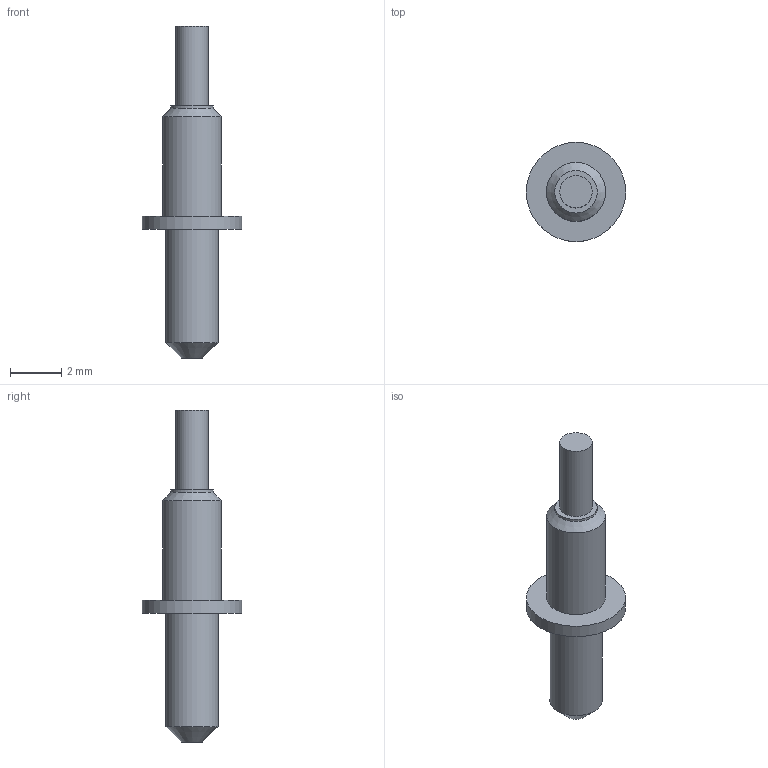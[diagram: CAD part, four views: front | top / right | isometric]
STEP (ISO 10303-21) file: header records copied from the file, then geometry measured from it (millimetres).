
FILE_DESCRIPTION (( 'STEP AP214' ), '1' );
FILE_NAME ('FK-508.STEP', '2024-02-05T23:24:59', ( '' ), ( '' ), 'SwSTEP 2.0', 'SolidWorks 2022', '' );
FILE_SCHEMA (( 'AUTOMOTIVE_DESIGN' ));
Length unit declared in the file: millimetre
Products named in the file (1): FK-508
Bounding box: 3.86 x 3.86 x 12.9 mm (x, y, z)
Volume: 22 mm3; surface area: 151.2 mm2
Topology: 1 solids, 1 shells, 17 faces, 27 edges, 16 vertices
Faces by surface type: cylinder 7, plane 6, cone 4
Full cylindrical faces by diameter (mm): 0.6 x1, 1.26 x1, 1.65 x1, 1.7 x1, 2.03 x1, 2.29 x1, 3.86 x1
Entity records: 368 total; most frequent: DIRECTION 68, CARTESIAN_POINT 50, AXIS2_PLACEMENT_3D 34, ORIENTED_EDGE 32, EDGE_LOOP 32, FACE_OUTER_BOUND 24, ADVANCED_FACE 17, EDGE_CURVE 16
